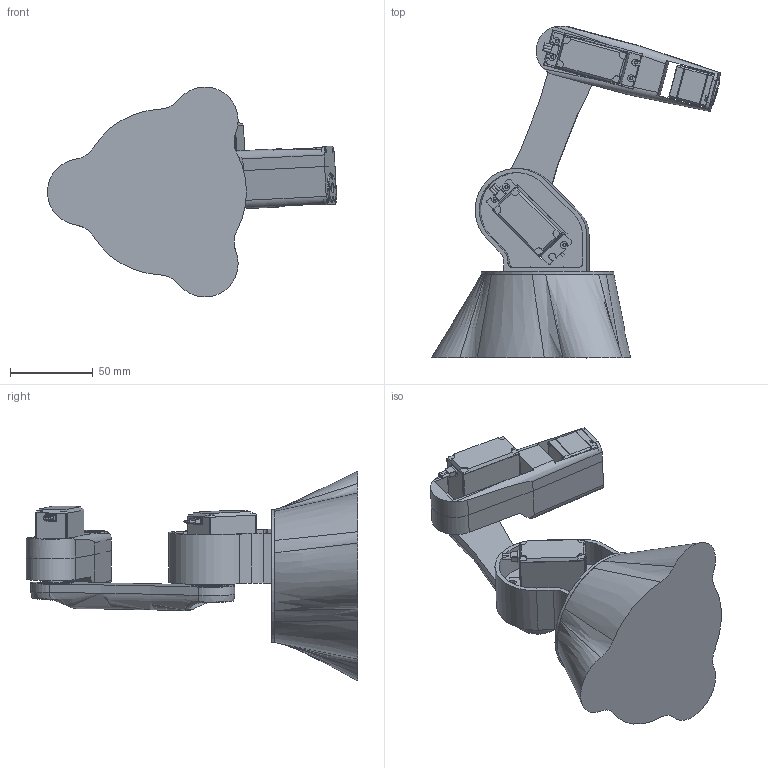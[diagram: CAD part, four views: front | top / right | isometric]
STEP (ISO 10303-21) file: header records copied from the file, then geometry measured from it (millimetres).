
FILE_DESCRIPTION(/* description */ (''),/* implementation_level */ '2;1');
FILE_NAME(/* name */ 'Robotic Arm Current.stp',/* time_stamp */ '2022-09-26T15:45:49+01:00',/* author */ ('lauri'),/* organization */ (''),/* preprocessor_version */ 'ST-DEVELOPER v18.1',/* originating_system */ 'Autodesk Inventor 2022',/* authorisation */ '');
FILE_SCHEMA (('AUTOMOTIVE_DESIGN { 1 0 10303 214 3 1 1 }'));
Length unit declared in the file: millimetre
Products named in the file (18): RA V2; Base; Base Top Plate; Base Top Addon; Arm 1; Motor Circular Attathment ; Servo Motor MG996R; XL,XC-330; DC15_A01_CASE_M_DUMMY; DC15_A01_CASE_F_DUMMY; DC15_A01_CASE_B_DUMMY; DC15_A01_LED_CAP2_DUMMY; PHS_1_7X20_5_DC10; B3B-EH; DC15_A01_HORN_DUMMY; Arm V2 Bottom; Arm2 Top; Pin
Assembly tree (26 placements, depth 3):
  RA V2
    Base
    Base Top Plate
    Base Top Addon
    Servo Motor MG996R  x2
    Arm 1
    Motor Circular Attathment   x2
    XL,XC-330
      DC15_A01_CASE_M_DUMMY
      DC15_A01_CASE_F_DUMMY
      DC15_A01_CASE_B_DUMMY
      DC15_A01_LED_CAP2_DUMMY
      PHS_1_7X20_5_DC10  x4
      B3B-EH  x2
    DC15_A01_HORN_DUMMY
    Arm V2 Bottom
    Arm2 Top
    Pin  x4
Bounding box: 174.24 x 199.94 x 126.52 mm (x, y, z)
Volume: 298340.4 mm3; surface area: 145415.7 mm2
Topology: 27 solids, 31 shells, 1685 faces, 4943 edges, 3470 vertices
Faces by surface type: plane 1103, cylinder 515, cone 25, bspline 22, sphere 12, torus 8
Full cylindrical faces by diameter (mm): 1.4 x12, 1.5 x28, 1.6 x14, 1.7 x4, 1.8 x4, 2 x31, 2.2 x2, 2.289 x1, 2.336 x1, 2.4 x2, 2.5 x10, 3 x2, 4.5 x4, 5 x3, 5.2 x1, 5.5 x2, 5.6 x1, 6 x3, 6.5 x2, 6.7 x1, 7.8 x1, 8 x3, 8.75 x2, 8.8 x2, 10 x2, 10.75 x2, 12 x2, 12.3 x2, 13.1 x2, 14 x2
Entity records: 43181 total; most frequent: CARTESIAN_POINT 12935, ORIENTED_EDGE 6196, DIRECTION 5802, EDGE_CURVE 3099, VERTEX_POINT 2146, LINE 2096, VECTOR 2096, AXIS2_PLACEMENT_3D 1853
